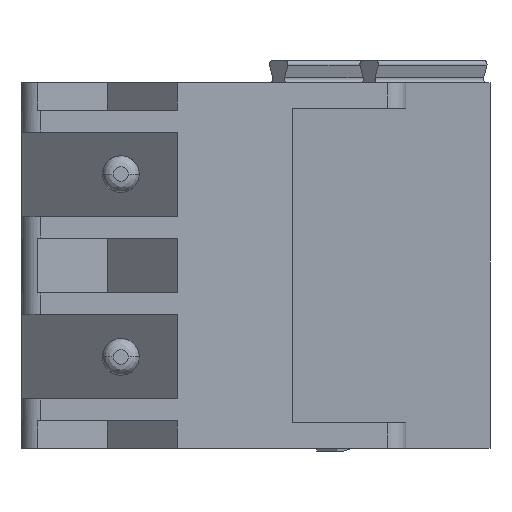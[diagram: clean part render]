
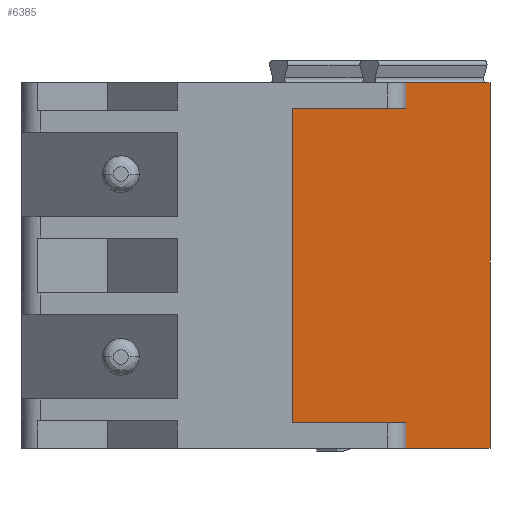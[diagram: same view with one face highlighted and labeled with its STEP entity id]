
A CAD part, front view. The second image highlights one B-rep face of the part: STEP entity #6385.
In plain terms, the highlighted planar face has unit normal (0.82, -0.572, 0).
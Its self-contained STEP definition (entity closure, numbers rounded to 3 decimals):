
#64=DIRECTION('',(0.572,0.82,0.));
#65=VECTOR('',#64,4.018);
#66=CARTESIAN_POINT('',(6.25,4.448,7.5));
#67=LINE('',#66,#65);
#1913=DIRECTION('',(0.572,0.82,0.));
#1914=VECTOR('',#1913,5.425);
#1915=CARTESIAN_POINT('',(3.145,0.,6.8));
#1916=LINE('',#1915,#1914);
#1917=DIRECTION('',(0.,0.,-1.));
#1918=VECTOR('',#1917,0.7);
#1919=CARTESIAN_POINT('',(6.25,4.448,7.5));
#1920=LINE('',#1919,#1918);
#1921=DIRECTION('',(0.,0.,1.));
#1922=VECTOR('',#1921,0.7);
#1923=CARTESIAN_POINT('',(6.25,4.448,-2.5));
#1924=LINE('',#1923,#1922);
#1925=DIRECTION('',(0.572,0.82,0.));
#1926=VECTOR('',#1925,5.425);
#1927=CARTESIAN_POINT('',(3.145,0.,-1.8));
#1928=LINE('',#1927,#1926);
#1929=DIRECTION('',(0.,0.,-1.));
#1930=VECTOR('',#1929,8.6);
#1931=CARTESIAN_POINT('',(3.145,0.,6.8));
#1932=LINE('',#1931,#1930);
#1946=DIRECTION('',(0.,0.,-1.));
#1947=VECTOR('',#1946,10.);
#1948=CARTESIAN_POINT('',(8.55,7.743,7.5));
#1949=LINE('',#1948,#1947);
#2035=DIRECTION('',(0.572,0.82,0.));
#2036=VECTOR('',#2035,4.018);
#2037=CARTESIAN_POINT('',(6.25,4.448,-2.5));
#2038=LINE('',#2037,#2036);
#3136=CARTESIAN_POINT('',(8.55,7.743,7.5));
#3138=VERTEX_POINT('',#3136);
#3160=CARTESIAN_POINT('',(8.55,7.743,-2.5));
#3162=VERTEX_POINT('',#3160);
#3796=CARTESIAN_POINT('',(3.145,0.,-1.8));
#3797=CARTESIAN_POINT('',(6.25,4.448,-1.8));
#3798=VERTEX_POINT('',#3796);
#3799=VERTEX_POINT('',#3797);
#3800=CARTESIAN_POINT('',(6.25,4.448,-2.5));
#3801=VERTEX_POINT('',#3800);
#3810=CARTESIAN_POINT('',(3.145,0.,6.8));
#3811=CARTESIAN_POINT('',(6.25,4.448,6.8));
#3812=VERTEX_POINT('',#3810);
#3813=VERTEX_POINT('',#3811);
#3814=CARTESIAN_POINT('',(6.25,4.448,7.5));
#3815=VERTEX_POINT('',#3814);
#6365=CARTESIAN_POINT('',(3.145,0.,7.5));
#6366=DIRECTION('',(0.82,-0.572,0.));
#6367=DIRECTION('',(0.572,0.82,0.));
#6368=AXIS2_PLACEMENT_3D('',#6365,#6366,#6367);
#6369=PLANE('',#6368);
#6371=ORIENTED_EDGE('',*,*,#6370,.T.);
#6372=ORIENTED_EDGE('',*,*,#6356,.F.);
#6373=ORIENTED_EDGE('',*,*,#4053,.T.);
#6375=ORIENTED_EDGE('',*,*,#6374,.T.);
#6377=ORIENTED_EDGE('',*,*,#6376,.F.);
#6379=ORIENTED_EDGE('',*,*,#6378,.T.);
#6381=ORIENTED_EDGE('',*,*,#6380,.F.);
#6382=ORIENTED_EDGE('',*,*,#6294,.F.);
#6383=EDGE_LOOP('',(#6371,#6372,#6373,#6375,#6377,#6379,#6381,#6382));
#6384=FACE_OUTER_BOUND('',#6383,.F.);
#4053=EDGE_CURVE('',#3815,#3138,#67,.T.);
#6294=EDGE_CURVE('',#3812,#3798,#1932,.T.);
#6356=EDGE_CURVE('',#3815,#3813,#1920,.T.);
#6370=EDGE_CURVE('',#3812,#3813,#1916,.T.);
#6374=EDGE_CURVE('',#3138,#3162,#1949,.T.);
#6376=EDGE_CURVE('',#3801,#3162,#2038,.T.);
#6378=EDGE_CURVE('',#3801,#3799,#1924,.T.);
#6380=EDGE_CURVE('',#3798,#3799,#1928,.T.);
#6385=ADVANCED_FACE('',(#6384),#6369,.T.);
